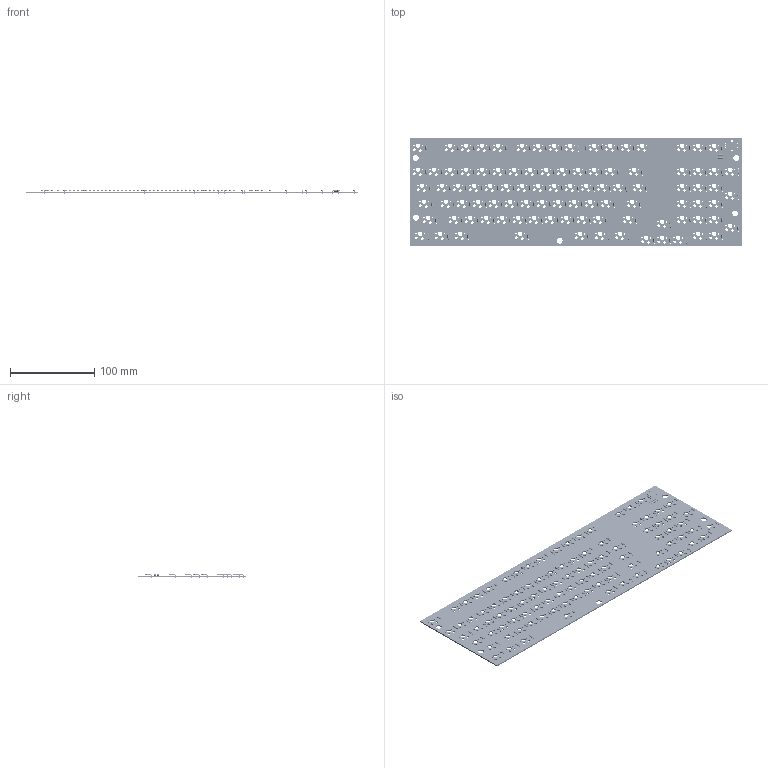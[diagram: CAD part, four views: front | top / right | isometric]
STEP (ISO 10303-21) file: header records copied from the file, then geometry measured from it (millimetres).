
FILE_DESCRIPTION(('KiCad electronic assembly'),'2;1');
FILE_NAME('slim_kb.step','2023-12-17T19:51:53',('Pcbnew'),('Kicad'), 'Open CASCADE STEP processor 7.7','KiCad to STEP converter','Unknown' );
FILE_SCHEMA(('AUTOMOTIVE_DESIGN { 1 0 10303 214 1 1 1 1 }'));
Length unit declared in the file: millimetre
Products named in the file (6): slim_kb 1; D_DO-35_SOD27_P7.62mm_Horizontal; COMPOUND; R_Axial_DIN0207_L6.3mm_D2.5mm_P10.16mm_Horizontal; SOLID; slim_kb PCB
Assembly tree (102 placements, depth 3):
  slim_kb 1
    D_DO-35_SOD27_P7.62mm_Horizontal  x97
      COMPOUND
    R_Axial_DIN0207_L6.3mm_D2.5mm_P10.16mm_Horizontal  x2
      SOLID
    slim_kb PCB
Bounding box: 395 x 129 x 5.51 mm (x, y, z)
Volume: 76255.2 mm3; surface area: 108610.4 mm2
Topology: 197 solids, 197 shells, 2353 faces, 4677 edges, 2920 vertices
Faces by surface type: cylinder 1289, plane 668, torus 396
Full cylindrical faces by diameter (mm): 0.5 x291, 0.6 x8, 0.8 x198, 1 x5, 1.7 x194, 2 x194, 2.02 x97, 2.25 x2, 2.5 x4, 3 x194, 5.3 x97, 7 x5
Entity records: 65856 total; most frequent: CARTESIAN_POINT 18013, DIRECTION 8736, ORIENTED_EDGE 4692, PCURVE 4692, DEFINITIONAL_REPRESENTATION 4692, LINE 4074, VECTOR 4074, EDGE_CURVE 2346
